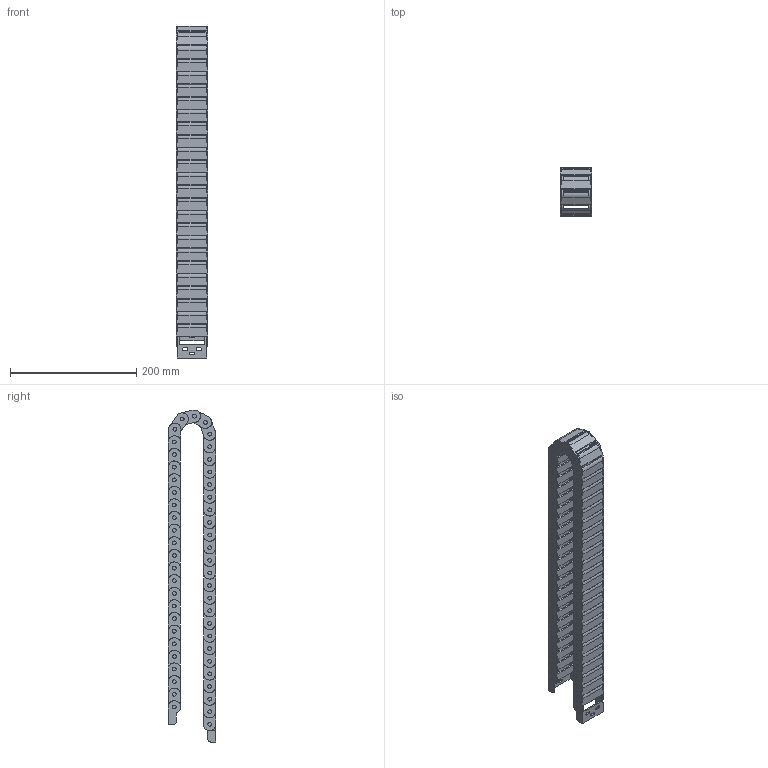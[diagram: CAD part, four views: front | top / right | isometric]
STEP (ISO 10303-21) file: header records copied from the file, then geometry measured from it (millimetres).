
FILE_DESCRIPTION (( 'STEP AP214' ), '1' );
FILE_NAME ('WCP-0159.STEP', '2023-01-10T23:31:45', ( '' ), ( '' ), 'SwSTEP 2.0', 'SolidWorks 2020', '' );
FILE_SCHEMA (( 'AUTOMOTIVE_DESIGN' ));
Length unit declared in the file: inch
Products named in the file (4): WCP-0159-003 Rev1; WCP-0159-002 Rev1; WCP-0159; WCP-0159-001 Rev1
Assembly tree (51 placements, depth 2):
  WCP-0159
    WCP-0159-002 Rev1
    WCP-0159-003 Rev1  x49
    WCP-0159-001 Rev1
Bounding box: 49.35 x 75.5 x 526.23 mm (x, y, z)
Volume: 315877.2 mm3; surface area: 321395.2 mm2
Topology: 51 solids, 51 shells, 2077 faces, 5821 edges, 3848 vertices
Faces by surface type: cylinder 1255, plane 822
Entity records: 4115 total; most frequent: DIRECTION 741, CARTESIAN_POINT 664, ORIENTED_EDGE 602, EDGE_CURVE 301, AXIS2_PLACEMENT_3D 277, VERTEX_POINT 200, LINE 187, VECTOR 187
